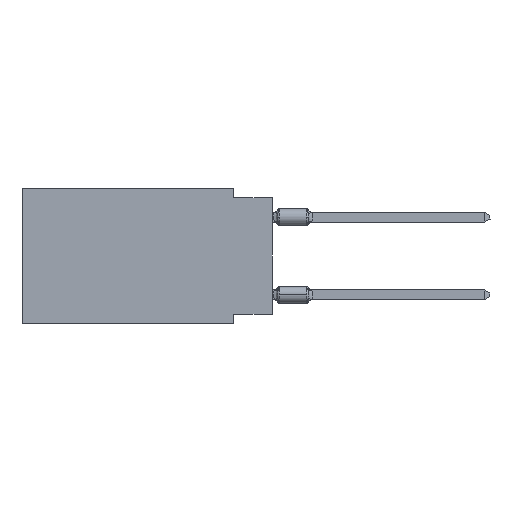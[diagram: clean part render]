
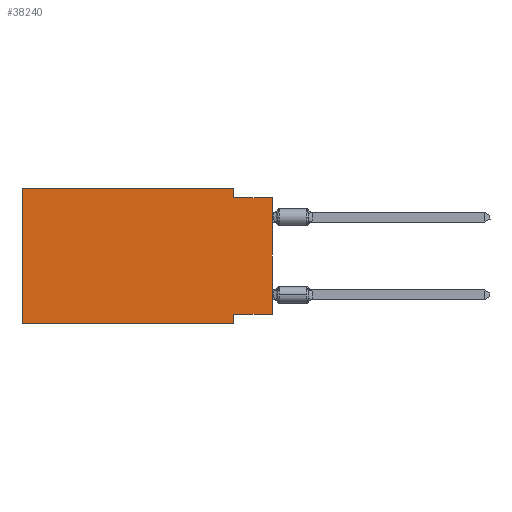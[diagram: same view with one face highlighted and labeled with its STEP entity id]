
A CAD part, left-side view. The second image highlights one B-rep face of the part: STEP entity #38240.
In plain terms, the highlighted planar face has unit normal (-1, 0, 0).
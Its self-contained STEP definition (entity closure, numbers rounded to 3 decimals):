
#199 = AXIS2_PLACEMENT_3D ( 'NONE', #57648, #15553, #10418 ) ;
#255 = VECTOR ( 'NONE', #41529, 1000. ) ;
#334 = VECTOR ( 'NONE', #23937, 1000. ) ;
#520 = CARTESIAN_POINT ( 'NONE',  ( 0., 2.54, -8.255 ) ) ;
#1345 = ORIENTED_EDGE ( 'NONE', *, *, #43378, .F. ) ;
#1863 = EDGE_CURVE ( 'NONE', #5563, #20248, #32425, .T. ) ;
#2661 = EDGE_LOOP ( 'NONE', ( #41380, #1345, #45851, #56602, #38806, #7240, #42261, #29929 ) ) ;
#2861 = VECTOR ( 'NONE', #11606, 1000. ) ;
#3081 = EDGE_CURVE ( 'NONE', #19562, #42749, #55467, .T. ) ;
#3721 = VECTOR ( 'NONE', #47981, 1000. ) ;
#4894 = LINE ( 'NONE', #43015, #23696 ) ;
#5135 = CARTESIAN_POINT ( 'NONE',  ( 0., 16.383, 0. ) ) ;
#5563 = VERTEX_POINT ( 'NONE', #48293 ) ;
#7240 = ORIENTED_EDGE ( 'NONE', *, *, #3081, .T. ) ;
#7775 = VECTOR ( 'NONE', #40806, 1000. ) ;
#9486 = EDGE_CURVE ( 'NONE', #55701, #5563, #11348, .T. ) ;
#10058 = DIRECTION ( 'NONE',  ( 0., 0., -1. ) ) ;
#10418 = DIRECTION ( 'NONE',  ( 0., 0., -1. ) ) ;
#11348 = LINE ( 'NONE', #29523, #3721 ) ;
#11606 = DIRECTION ( 'NONE',  ( 0., 0., 1. ) ) ;
#15553 = DIRECTION ( 'NONE',  ( 1., 0., 0. ) ) ;
#18266 = VECTOR ( 'NONE', #50027, 1000. ) ;
#19562 = VERTEX_POINT ( 'NONE', #26955 ) ;
#20248 = VERTEX_POINT ( 'NONE', #33630 ) ;
#20259 = EDGE_CURVE ( 'NONE', #29614, #38926, #4894, .T. ) ;
#20398 = PLANE ( 'NONE',  #199 ) ;
#22330 = LINE ( 'NONE', #49564, #7775 ) ;
#23667 = EDGE_CURVE ( 'NONE', #38926, #42749, #46985, .T. ) ;
#23696 = VECTOR ( 'NONE', #33048, 1000. ) ;
#23937 = DIRECTION ( 'NONE',  ( 0., -1., 0. ) ) ;
#24805 = VECTOR ( 'NONE', #10058, 1000. ) ;
#26955 = CARTESIAN_POINT ( 'NONE',  ( 0., 16.383, -8.89 ) ) ;
#29523 = CARTESIAN_POINT ( 'NONE',  ( 0., 16.383, 0. ) ) ;
#29614 = VERTEX_POINT ( 'NONE', #55256 ) ;
#29929 = ORIENTED_EDGE ( 'NONE', *, *, #20259, .F. ) ;
#31552 = LINE ( 'NONE', #55191, #18266 ) ;
#32425 = LINE ( 'NONE', #46926, #255 ) ;
#33048 = DIRECTION ( 'NONE',  ( 0., 1., 0. ) ) ;
#33630 = CARTESIAN_POINT ( 'NONE',  ( 0., 2.54, -0.635 ) ) ;
#38240 = ADVANCED_FACE ( 'NONE', ( #42832 ), #20398, .F. ) ;
#38278 = CARTESIAN_POINT ( 'NONE',  ( 0., 0., 0. ) ) ;
#38580 = VERTEX_POINT ( 'NONE', #59466 ) ;
#38806 = ORIENTED_EDGE ( 'NONE', *, *, #49384, .F. ) ;
#38926 = VERTEX_POINT ( 'NONE', #520 ) ;
#40806 = DIRECTION ( 'NONE',  ( 0., -1., 0. ) ) ;
#41380 = ORIENTED_EDGE ( 'NONE', *, *, #45182, .T. ) ;
#41529 = DIRECTION ( 'NONE',  ( 0., 0., -1. ) ) ;
#42261 = ORIENTED_EDGE ( 'NONE', *, *, #23667, .F. ) ;
#42500 = CARTESIAN_POINT ( 'NONE',  ( 0., 2.54, -8.89 ) ) ;
#42749 = VERTEX_POINT ( 'NONE', #42500 ) ;
#42832 = FACE_OUTER_BOUND ( 'NONE', #2661, .T. ) ;
#43015 = CARTESIAN_POINT ( 'NONE',  ( 0., 0., -8.255 ) ) ;
#43051 = CARTESIAN_POINT ( 'NONE',  ( 0., 2.54, -8.89 ) ) ;
#43378 = EDGE_CURVE ( 'NONE', #20248, #38580, #22330, .T. ) ;
#45182 = EDGE_CURVE ( 'NONE', #29614, #38580, #52206, .T. ) ;
#45851 = ORIENTED_EDGE ( 'NONE', *, *, #1863, .F. ) ;
#46926 = CARTESIAN_POINT ( 'NONE',  ( 0., 2.54, 0. ) ) ;
#46985 = LINE ( 'NONE', #43051, #24805 ) ;
#47981 = DIRECTION ( 'NONE',  ( 0., -1., 0. ) ) ;
#48293 = CARTESIAN_POINT ( 'NONE',  ( 0., 2.54, 0. ) ) ;
#49384 = EDGE_CURVE ( 'NONE', #19562, #55701, #31552, .T. ) ;
#49564 = CARTESIAN_POINT ( 'NONE',  ( 0., 0., -0.635 ) ) ;
#50027 = DIRECTION ( 'NONE',  ( 0., 0., 1. ) ) ;
#51494 = CARTESIAN_POINT ( 'NONE',  ( 0., 16.383, -8.89 ) ) ;
#52206 = LINE ( 'NONE', #38278, #2861 ) ;
#55191 = CARTESIAN_POINT ( 'NONE',  ( 0., 16.383, 0. ) ) ;
#55256 = CARTESIAN_POINT ( 'NONE',  ( 0., 0., -8.255 ) ) ;
#55467 = LINE ( 'NONE', #51494, #334 ) ;
#55701 = VERTEX_POINT ( 'NONE', #5135 ) ;
#56602 = ORIENTED_EDGE ( 'NONE', *, *, #9486, .F. ) ;
#57648 = CARTESIAN_POINT ( 'NONE',  ( 0., 16.383, 0. ) ) ;
#59466 = CARTESIAN_POINT ( 'NONE',  ( 0., 0., -0.635 ) ) ;
